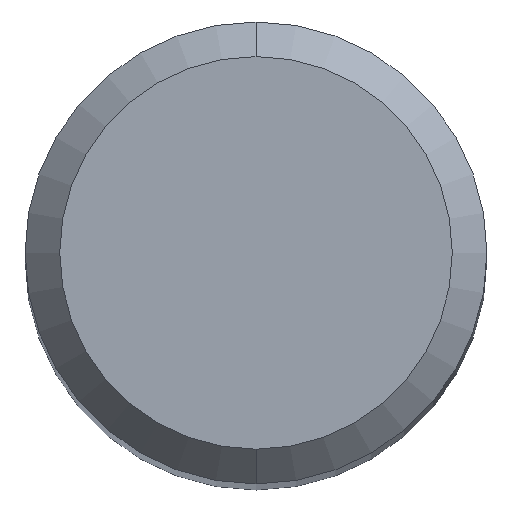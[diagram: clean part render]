
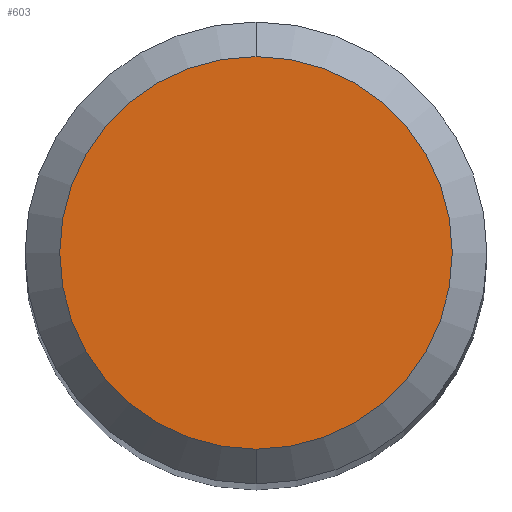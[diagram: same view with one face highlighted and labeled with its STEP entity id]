
A CAD part, top view. The second image highlights one B-rep face of the part: STEP entity #603.
In plain terms, the highlighted planar face has unit normal (0, 0, 1).
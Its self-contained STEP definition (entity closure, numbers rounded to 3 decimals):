
#559=EDGE_CURVE('',#615,#929,#1398,.T.);
#603=ADVANCED_FACE('',(#1446),#1447,.T.);
#615=VERTEX_POINT('',#1461);
#929=VERTEX_POINT('',#1801);
#1013=EDGE_CURVE('',#929,#615,#1889,.T.);
#1398=CIRCLE('',#2608,1.7);
#1446=FACE_OUTER_BOUND('',#2772,.T.);
#1447=PLANE('',#2773);
#1461=CARTESIAN_POINT('',(0.,-1.7,0.0));
#1801=CARTESIAN_POINT('',(0.0,1.7,0.0));
#1889=CIRCLE('',#4657,1.7);
#2608=AXIS2_PLACEMENT_3D('',#5952,#5953,#5954);
#2772=EDGE_LOOP('',(#6015,#6016));
#2773=AXIS2_PLACEMENT_3D('',#6017,#6018,#6019);
#4657=AXIS2_PLACEMENT_3D('',#6465,#6466,#6467);
#5952=CARTESIAN_POINT('',(0.0,0.0,0.0));
#5953=DIRECTION('',(0.0,0.0,-1.0));
#5954=DIRECTION('',(0.0,1.0,0.0));
#6015=ORIENTED_EDGE('',*,*,#1013,.F.);
#6016=ORIENTED_EDGE('',*,*,#559,.F.);
#6017=CARTESIAN_POINT('',(0.0,0.85,0.0));
#6018=DIRECTION('',(-0.0,0.0,1.0));
#6019=DIRECTION('',(0.0,-1.0,0.0));
#6465=CARTESIAN_POINT('',(0.0,0.0,0.0));
#6466=DIRECTION('',(0.0,0.0,-1.0));
#6467=DIRECTION('',(0.0,1.0,0.0));
